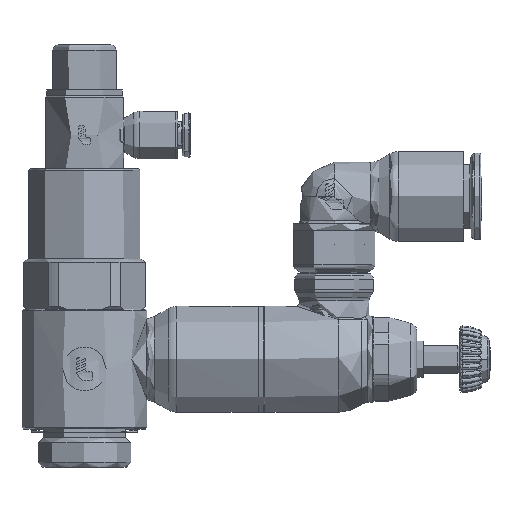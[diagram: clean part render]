
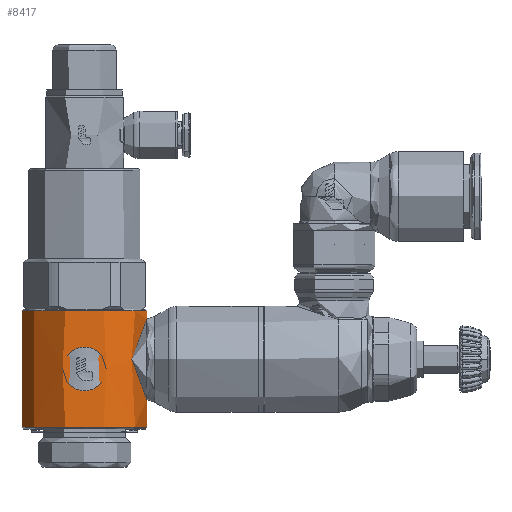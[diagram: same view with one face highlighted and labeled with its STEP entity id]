
A CAD part, top view. The second image highlights one B-rep face of the part: STEP entity #8417.
In plain terms, the highlighted cylindrical face has radius 11.2 mm (diameter 22.4 mm), a partial arc.
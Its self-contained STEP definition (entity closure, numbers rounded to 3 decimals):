
#8417=ADVANCED_FACE('',(#17626,#17627),#17628,.T.);
#17626=FACE_OUTER_BOUND('',#38222,.T.);
#17627=FACE_BOUND('',#38223,.T.);
#17628=CYLINDRICAL_SURFACE('',#38224,11.2);
#38222=EDGE_LOOP('',(#65076,#65077,#65078,#65079,#65080,#65081,#65082,#65083));
#38223=EDGE_LOOP('',(#65084,#65085));
#38224=AXIS2_PLACEMENT_3D('',#65086,#65087,#65088);
#65076=ORIENTED_EDGE('',*,*,#84847,.T.);
#65077=ORIENTED_EDGE('',*,*,#83360,.F.);
#65078=ORIENTED_EDGE('',*,*,#84848,.F.);
#65079=ORIENTED_EDGE('',*,*,#83358,.F.);
#65080=ORIENTED_EDGE('',*,*,#84849,.T.);
#65081=ORIENTED_EDGE('',*,*,#78297,.F.);
#65082=ORIENTED_EDGE('',*,*,#84850,.T.);
#65083=ORIENTED_EDGE('',*,*,#84518,.F.);
#65084=ORIENTED_EDGE('',*,*,#84396,.T.);
#65085=ORIENTED_EDGE('',*,*,#84851,.T.);
#65086=CARTESIAN_POINT('',(0.0,5.775,0.0));
#65087=DIRECTION('',(0.0,-1.0,0.0));
#65088=DIRECTION('',(1.0,0.0,0.0));
#78297=EDGE_CURVE('',#92282,#92284,#92285,.T.);
#83358=EDGE_CURVE('',#99855,#99857,#99858,.T.);
#83360=EDGE_CURVE('',#99859,#99853,#99861,.T.);
#84396=EDGE_CURVE('',#101174,#101181,#101183,.T.);
#84518=EDGE_CURVE('',#101327,#101329,#101330,.T.);
#84847=EDGE_CURVE('',#101327,#99853,#101742,.T.);
#84848=EDGE_CURVE('',#99857,#99859,#101743,.T.);
#84849=EDGE_CURVE('',#99855,#92284,#101744,.T.);
#84850=EDGE_CURVE('',#92282,#101329,#101745,.T.);
#84851=EDGE_CURVE('',#101181,#101174,#101746,.T.);
#92282=VERTEX_POINT('',#116670);
#92284=VERTEX_POINT('',#116673);
#92285=CIRCLE('',#116674,11.2);
#99853=VERTEX_POINT('',#134389);
#99855=VERTEX_POINT('',#134391);
#99857=VERTEX_POINT('',#134393);
#99858=B_SPLINE_CURVE_WITH_KNOTS('',3,(#134394,#134395,#134396,#134397,#134398,#134399),.UNSPECIFIED.,.F.,.F.,(4,2,4),(2.181,2.246,2.275),.UNSPECIFIED.);
#99859=VERTEX_POINT('',#134400);
#99861=B_SPLINE_CURVE_WITH_KNOTS('',3,(#134402,#134403,#134404,#134405,#134406,#134407),.UNSPECIFIED.,.F.,.F.,(4,2,4),(2.563,2.572,2.677),.UNSPECIFIED.);
#101174=VERTEX_POINT('',#137758);
#101181=VERTEX_POINT('',#137805);
#101183=B_SPLINE_CURVE_WITH_KNOTS('',3,(#137808,#137809,#137810,#137811,#137812,#137813,#137814,#137815,#137816,#137817,#137818,#137819,#137820,#137821,#137822,#137823,#137824,#137825),.UNSPECIFIED.,.F.,.F.,(4,2,2,2,2,2,2,2,4),(-2.372,-2.224,-2.076,-1.927,-1.779,-1.631,-1.483,-1.334,-1.186),.UNSPECIFIED.);
#101327=VERTEX_POINT('',#138321);
#101329=VERTEX_POINT('',#138324);
#101330=CIRCLE('',#138325,11.2);
#101742=LINE('',#139162,#139163);
#101743=B_SPLINE_CURVE_WITH_KNOTS('',3,(#139164,#139165,#139166,#139167,#139168,#139169,#139170,#139171,#139172,#139173,#139174,#139175,#139176,#139177,#139178,#139179,#139180,#139181),.UNSPECIFIED.,.F.,.F.,(4,2,2,2,2,2,2,2,4),(1.282,1.427,1.712,1.999,2.286,2.573,2.86,3.145,3.29),.UNSPECIFIED.);
#101744=LINE('',#139182,#139183);
#101745=LINE('',#139184,#139185);
#101746=B_SPLINE_CURVE_WITH_KNOTS('',3,(#139186,#139187,#139188,#139189,#139190,#139191,#139192,#139193,#139194,#139195,#139196,#139197,#139198,#139199,#139200,#139201,#139202,#139203),.UNSPECIFIED.,.F.,.F.,(4,2,2,2,2,2,2,2,4),(-1.186,-1.038,-0.889,-0.741,-0.593,-0.445,-0.297,-0.148,0.0),.UNSPECIFIED.);
#116670=CARTESIAN_POINT('',(-11.2,28.05,0.));
#116673=CARTESIAN_POINT('',(11.2,28.05,0.0));
#116674=AXIS2_PLACEMENT_3D('',#149086,#149087,#149088);
#134389=CARTESIAN_POINT('',(11.2,12.049,0.0));
#134391=CARTESIAN_POINT('',(11.2,26.651,0.0));
#134393=CARTESIAN_POINT('',(11.112,26.514,1.404));
#134394=CARTESIAN_POINT('',(11.2,26.651,0.));
#134395=CARTESIAN_POINT('',(11.2,26.651,0.328));
#134396=CARTESIAN_POINT('',(11.186,26.629,0.654));
#134397=CARTESIAN_POINT('',(11.145,26.565,1.123));
#134398=CARTESIAN_POINT('',(11.129,26.541,1.264));
#134399=CARTESIAN_POINT('',(11.112,26.514,1.404));
#134400=CARTESIAN_POINT('',(11.112,12.186,1.404));
#134402=CARTESIAN_POINT('',(11.112,12.186,1.404));
#134403=CARTESIAN_POINT('',(11.116,12.179,1.369));
#134404=CARTESIAN_POINT('',(11.12,12.173,1.334));
#134405=CARTESIAN_POINT('',(11.175,12.088,0.867));
#134406=CARTESIAN_POINT('',(11.2,12.049,0.434));
#134407=CARTESIAN_POINT('',(11.2,12.049,0.));
#137758=CARTESIAN_POINT('',(3.9,17.6,10.499));
#137805=CARTESIAN_POINT('',(-3.9,17.6,10.499));
#137808=CARTESIAN_POINT('',(3.9,17.6,10.499));
#137809=CARTESIAN_POINT('',(3.9,17.106,10.499));
#137810=CARTESIAN_POINT('',(3.8,16.582,10.538));
#137811=CARTESIAN_POINT('',(3.401,15.622,10.673));
#137812=CARTESIAN_POINT('',(3.102,15.186,10.768));
#137813=CARTESIAN_POINT('',(2.414,14.498,10.943));
#137814=CARTESIAN_POINT('',(1.978,14.199,11.035));
#137815=CARTESIAN_POINT('',(1.018,13.8,11.164));
#137816=CARTESIAN_POINT('',(0.494,13.7,11.2));
#137817=CARTESIAN_POINT('',(-0.494,13.7,11.2));
#137818=CARTESIAN_POINT('',(-1.018,13.8,11.164));
#137819=CARTESIAN_POINT('',(-1.978,14.199,11.035));
#137820=CARTESIAN_POINT('',(-2.414,14.498,10.943));
#137821=CARTESIAN_POINT('',(-3.102,15.186,10.768));
#137822=CARTESIAN_POINT('',(-3.401,15.622,10.673));
#137823=CARTESIAN_POINT('',(-3.8,16.582,10.538));
#137824=CARTESIAN_POINT('',(-3.9,17.106,10.499));
#137825=CARTESIAN_POINT('',(-3.9,17.6,10.499));
#138321=CARTESIAN_POINT('',(11.2,7.15,0.));
#138324=CARTESIAN_POINT('',(-11.2,7.15,0.0));
#138325=AXIS2_PLACEMENT_3D('',#157608,#157609,#157610);
#139162=CARTESIAN_POINT('',(11.2,17.6,0.));
#139163=VECTOR('',#158007,1.0);
#139164=CARTESIAN_POINT('',(11.112,26.514,1.404));
#139165=CARTESIAN_POINT('',(11.05,26.418,1.894));
#139166=CARTESIAN_POINT('',(10.955,26.27,2.377));
#139167=CARTESIAN_POINT('',(10.601,25.699,3.731));
#139168=CARTESIAN_POINT('',(10.266,25.141,4.533));
#139169=CARTESIAN_POINT('',(9.61,23.877,5.797));
#139170=CARTESIAN_POINT('',(9.237,23.076,6.351));
#139171=CARTESIAN_POINT('',(8.673,21.294,7.103));
#139172=CARTESIAN_POINT('',(8.494,20.307,7.3));
#139173=CARTESIAN_POINT('',(8.494,18.393,7.3));
#139174=CARTESIAN_POINT('',(8.673,17.406,7.103));
#139175=CARTESIAN_POINT('',(9.237,15.624,6.351));
#139176=CARTESIAN_POINT('',(9.61,14.823,5.797));
#139177=CARTESIAN_POINT('',(10.266,13.559,4.533));
#139178=CARTESIAN_POINT('',(10.601,13.001,3.731));
#139179=CARTESIAN_POINT('',(10.955,12.43,2.377));
#139180=CARTESIAN_POINT('',(11.05,12.282,1.894));
#139181=CARTESIAN_POINT('',(11.112,12.186,1.404));
#139182=CARTESIAN_POINT('',(11.2,17.6,0.));
#139183=VECTOR('',#158008,1.0);
#139184=CARTESIAN_POINT('',(-11.2,17.6,0.));
#139185=VECTOR('',#158009,1.0);
#139186=CARTESIAN_POINT('',(-3.9,17.6,10.499));
#139187=CARTESIAN_POINT('',(-3.9,18.094,10.499));
#139188=CARTESIAN_POINT('',(-3.8,18.618,10.538));
#139189=CARTESIAN_POINT('',(-3.401,19.578,10.673));
#139190=CARTESIAN_POINT('',(-3.102,20.014,10.768));
#139191=CARTESIAN_POINT('',(-2.414,20.702,10.943));
#139192=CARTESIAN_POINT('',(-1.978,21.001,11.035));
#139193=CARTESIAN_POINT('',(-1.018,21.4,11.164));
#139194=CARTESIAN_POINT('',(-0.494,21.5,11.2));
#139195=CARTESIAN_POINT('',(0.494,21.5,11.2));
#139196=CARTESIAN_POINT('',(1.018,21.4,11.164));
#139197=CARTESIAN_POINT('',(1.978,21.001,11.035));
#139198=CARTESIAN_POINT('',(2.414,20.702,10.943));
#139199=CARTESIAN_POINT('',(3.102,20.014,10.768));
#139200=CARTESIAN_POINT('',(3.401,19.578,10.673));
#139201=CARTESIAN_POINT('',(3.8,18.618,10.538));
#139202=CARTESIAN_POINT('',(3.9,18.094,10.499));
#139203=CARTESIAN_POINT('',(3.9,17.6,10.499));
#149086=CARTESIAN_POINT('',(0.0,28.05,0.0));
#149087=DIRECTION('',(0.0,1.0,0.0));
#149088=DIRECTION('',(-1.0,0.0,0.0));
#157608=CARTESIAN_POINT('',(0.0,7.15,0.0));
#157609=DIRECTION('',(0.0,-1.0,0.0));
#157610=DIRECTION('',(-1.0,0.0,0.0));
#158007=DIRECTION('',(-0.0,1.0,-0.0));
#158008=DIRECTION('',(-0.0,1.0,-0.0));
#158009=DIRECTION('',(0.0,-1.0,0.0));
